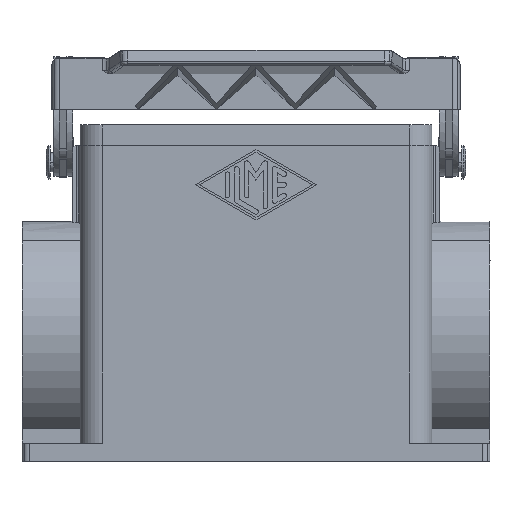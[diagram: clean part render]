
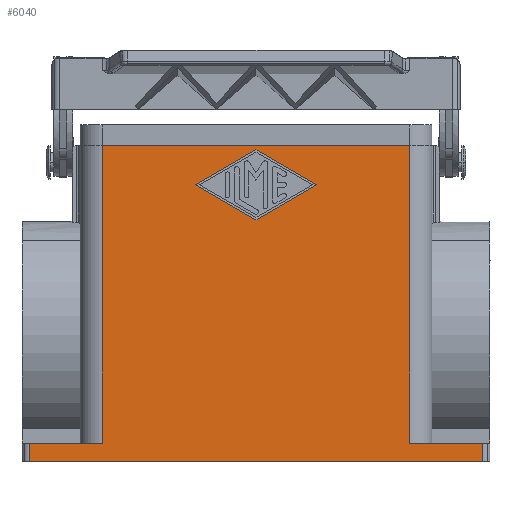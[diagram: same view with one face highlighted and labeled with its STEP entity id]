
A CAD part, front view. The second image highlights one B-rep face of the part: STEP entity #6040.
In plain terms, the highlighted planar face has unit normal (0, -1, 0).
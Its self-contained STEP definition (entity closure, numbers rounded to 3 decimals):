
#311=CARTESIAN_POINT('',(-60.5,-42.0,-55.0));
#312=VERTEX_POINT('',#311);
#320=CARTESIAN_POINT('',(-60.5,-42.0,-50.0));
#321=VERTEX_POINT('',#320);
#322=CARTESIAN_POINT('',(-60.5,-42.0,-55.0));
#323=DIRECTION('',(0.0,0.0,1.0));
#324=VECTOR('',#323,5.0);
#325=LINE('',#322,#324);
#326=EDGE_CURVE('',#312,#321,#325,.T.);
#5207=CARTESIAN_POINT('',(-16.25,-42.0,19.0));
#5208=VERTEX_POINT('',#5207);
#5215=CARTESIAN_POINT('',(0.,-42.0,9.625));
#5216=VERTEX_POINT('',#5215);
#5217=CARTESIAN_POINT('',(0.,-42.0,9.625));
#5218=DIRECTION('',(-0.866,0.0,0.5));
#5219=VECTOR('',#5218,18.76);
#5220=LINE('',#5217,#5219);
#5221=EDGE_CURVE('',#5216,#5208,#5220,.T.);
#5246=CARTESIAN_POINT('',(16.25,-42.0,19.0));
#5247=VERTEX_POINT('',#5246);
#5248=CARTESIAN_POINT('',(16.25,-42.0,19.0));
#5249=DIRECTION('',(-0.866,0.0,-0.5));
#5250=VECTOR('',#5249,18.76);
#5251=LINE('',#5248,#5250);
#5252=EDGE_CURVE('',#5247,#5216,#5251,.T.);
#5277=CARTESIAN_POINT('',(0.,-42.0,28.375));
#5278=VERTEX_POINT('',#5277);
#5279=CARTESIAN_POINT('',(0.,-42.0,28.375));
#5280=DIRECTION('',(0.866,0.0,-0.5));
#5281=VECTOR('',#5280,18.76);
#5282=LINE('',#5279,#5281);
#5283=EDGE_CURVE('',#5278,#5247,#5282,.T.);
#5306=CARTESIAN_POINT('',(-16.25,-42.0,19.0));
#5307=DIRECTION('',(0.866,0.0,0.5));
#5308=VECTOR('',#5307,18.76);
#5309=LINE('',#5306,#5308);
#5310=EDGE_CURVE('',#5208,#5278,#5309,.T.);
#5972=CARTESIAN_POINT('',(62.5,-42.,-55.0));
#5973=DIRECTION('',(0.0,-1.0,0.0));
#5974=DIRECTION('',(0.0,0.0,-1.0));
#5975=AXIS2_PLACEMENT_3D('',#5972,#5973,#5974);
#5976=PLANE('',#5975);
#5977=CARTESIAN_POINT('',(-41.,-42.0,-50.0));
#5978=VERTEX_POINT('',#5977);
#5979=CARTESIAN_POINT('',(-41.,-42.0,-50.0));
#5980=DIRECTION('',(-1.0,0.0,0.0));
#5981=VECTOR('',#5980,19.5);
#5982=LINE('',#5979,#5981);
#5983=EDGE_CURVE('',#5978,#321,#5982,.T.);
#5984=ORIENTED_EDGE('',*,*,#5983,.T.);
#5985=ORIENTED_EDGE('',*,*,#326,.F.);
#5986=CARTESIAN_POINT('',(60.5,-42.,-55.0));
#5987=VERTEX_POINT('',#5986);
#5988=CARTESIAN_POINT('',(60.5,-42.,-55.0));
#5989=DIRECTION('',(-1.0,0.0,0.0));
#5990=VECTOR('',#5989,121.);
#5991=LINE('',#5988,#5990);
#5992=EDGE_CURVE('',#5987,#312,#5991,.T.);
#5993=ORIENTED_EDGE('',*,*,#5992,.F.);
#5994=CARTESIAN_POINT('',(60.5,-42.,-50.0));
#5995=VERTEX_POINT('',#5994);
#5996=CARTESIAN_POINT('',(60.5,-42.,-50.0));
#5997=DIRECTION('',(0.0,0.0,-1.0));
#5998=VECTOR('',#5997,5.0);
#5999=LINE('',#5996,#5998);
#6000=EDGE_CURVE('',#5995,#5987,#5999,.T.);
#6001=ORIENTED_EDGE('',*,*,#6000,.F.);
#6002=CARTESIAN_POINT('',(41.,-42.,-50.0));
#6003=VERTEX_POINT('',#6002);
#6004=CARTESIAN_POINT('',(60.5,-42.,-50.0));
#6005=DIRECTION('',(-1.0,0.0,0.0));
#6006=VECTOR('',#6005,19.5);
#6007=LINE('',#6004,#6006);
#6008=EDGE_CURVE('',#5995,#6003,#6007,.T.);
#6009=ORIENTED_EDGE('',*,*,#6008,.T.);
#6010=CARTESIAN_POINT('',(41.,-42.0,29.5));
#6011=VERTEX_POINT('',#6010);
#6012=CARTESIAN_POINT('',(41.,-42.,-50.0));
#6013=DIRECTION('',(0.0,0.0,1.0));
#6014=VECTOR('',#6013,79.5);
#6015=LINE('',#6012,#6014);
#6016=EDGE_CURVE('',#6003,#6011,#6015,.T.);
#6017=ORIENTED_EDGE('',*,*,#6016,.T.);
#6018=CARTESIAN_POINT('',(-41.,-42.0,29.5));
#6019=VERTEX_POINT('',#6018);
#6020=CARTESIAN_POINT('',(41.,-42.0,29.5));
#6021=DIRECTION('',(-1.0,0.0,0.0));
#6022=VECTOR('',#6021,82.);
#6023=LINE('',#6020,#6022);
#6024=EDGE_CURVE('',#6011,#6019,#6023,.T.);
#6025=ORIENTED_EDGE('',*,*,#6024,.T.);
#6026=CARTESIAN_POINT('',(-41.,-42.0,-50.0));
#6027=DIRECTION('',(0.0,0.0,1.0));
#6028=VECTOR('',#6027,79.5);
#6029=LINE('',#6026,#6028);
#6030=EDGE_CURVE('',#5978,#6019,#6029,.T.);
#6031=ORIENTED_EDGE('',*,*,#6030,.F.);
#6032=EDGE_LOOP('',(#5984,#5985,#5993,#6001,#6009,#6017,#6025,#6031));
#6033=FACE_OUTER_BOUND('',#6032,.T.);
#6034=ORIENTED_EDGE('',*,*,#5221,.T.);
#6035=ORIENTED_EDGE('',*,*,#5310,.T.);
#6036=ORIENTED_EDGE('',*,*,#5283,.T.);
#6037=ORIENTED_EDGE('',*,*,#5252,.T.);
#6038=EDGE_LOOP('',(#6034,#6035,#6036,#6037));
#6039=FACE_BOUND('',#6038,.T.);
#6040=ADVANCED_FACE('',(#6033,#6039),#5976,.T.);
